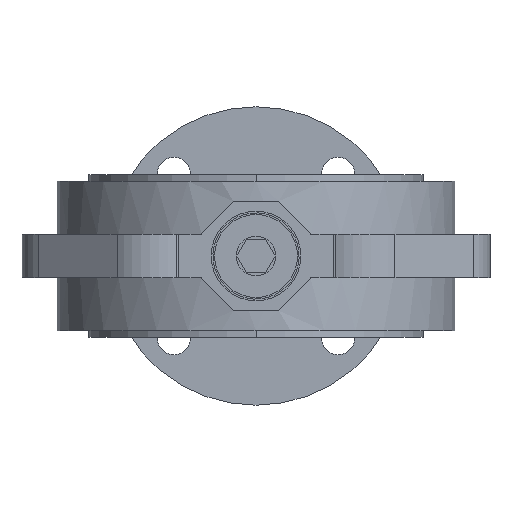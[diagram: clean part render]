
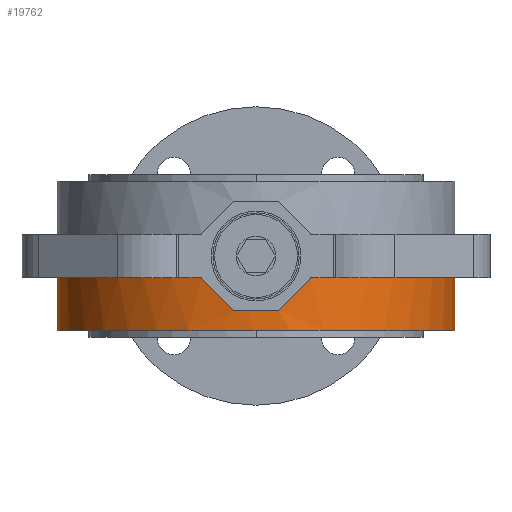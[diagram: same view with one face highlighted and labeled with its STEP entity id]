
A CAD part, front view. The second image highlights one B-rep face of the part: STEP entity #19762.
In plain terms, the highlighted cylindrical face has radius 60 mm (diameter 120 mm), a partial arc.
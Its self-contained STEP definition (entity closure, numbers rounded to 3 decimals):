
#58 = AXIS2_PLACEMENT_3D ( 'NONE', #1335, #13048, #21635 ) ;
#136 = CARTESIAN_POINT ( 'NONE',  ( 60., 0., -6.5 ) ) ;
#1141 = VECTOR ( 'NONE', #9601, 1000. ) ;
#1153 = CARTESIAN_POINT ( 'NONE',  ( -60., 0., -6.5 ) ) ;
#1254 = VERTEX_POINT ( 'NONE', #136 ) ;
#1267 = CARTESIAN_POINT ( 'NONE',  ( -16.5, -57.687, -6.835 ) ) ;
#1312 = CARTESIAN_POINT ( 'NONE',  ( 16.5, -57.687, 22.5 ) ) ;
#1335 = CARTESIAN_POINT ( 'NONE',  ( 0., 0., -6.5 ) ) ;
#1407 = DIRECTION ( 'NONE',  ( 1., 0., 0. ) ) ;
#2025 = AXIS2_PLACEMENT_3D ( 'NONE', #3716, #13757, #5198 ) ;
#2062 = EDGE_CURVE ( 'NONE', #2850, #13345, #3290, .T. ) ;
#2734 = CARTESIAN_POINT ( 'NONE',  ( -10.105, -59.234, -13.229 ) ) ;
#2850 = VERTEX_POINT ( 'NONE', #9084 ) ;
#2968 = LINE ( 'NONE', #1312, #1141 ) ;
#3290 =( BOUNDED_CURVE ( )  B_SPLINE_CURVE ( 3, ( #13806, #2734, #12726, #1267 ),
 .UNSPECIFIED., .F., .F. ) 
 B_SPLINE_CURVE_WITH_KNOTS ( ( 4, 4 ),
 ( 1.685, 1.849 ),
 .UNSPECIFIED. ) 
 CURVE ( )  GEOMETRIC_REPRESENTATION_ITEM ( )  RATIONAL_B_SPLINE_CURVE ( ( 1., 0.998, 0.998, 1. ) ) 
 REPRESENTATION_ITEM ( '' )  );
#3508 = ORIENTED_EDGE ( 'NONE', *, *, #14480, .F. ) ;
#3716 = CARTESIAN_POINT ( 'NONE',  ( 0., 0., 22.5 ) ) ;
#4720 = DIRECTION ( 'NONE',  ( 0., 0., 1. ) ) ;
#4788 = CARTESIAN_POINT ( 'NONE',  ( 16.5, -57.687, -6.835 ) ) ;
#5027 = VECTOR ( 'NONE', #15384, 1000. ) ;
#5144 = DIRECTION ( 'NONE',  ( 0., 0., 1. ) ) ;
#5198 = DIRECTION ( 'NONE',  ( -1., 0., 0. ) ) ;
#6557 = CARTESIAN_POINT ( 'NONE',  ( 10.105, -59.234, -13.229 ) ) ;
#6781 = VECTOR ( 'NONE', #5144, 1000. ) ;
#6869 = DIRECTION ( 'NONE',  ( -1., 0., 0. ) ) ;
#7110 = ORIENTED_EDGE ( 'NONE', *, *, #20101, .T. ) ;
#7213 = EDGE_CURVE ( 'NONE', #13345, #9914, #17011, .T. ) ;
#7626 = VERTEX_POINT ( 'NONE', #15863 ) ;
#7741 = EDGE_CURVE ( 'NONE', #16608, #9914, #8110, .T. ) ;
#7804 = EDGE_LOOP ( 'NONE', ( #18641, #3508, #9759, #18130, #12863, #11608, #12995, #19378, #11975, #7110 ) ) ;
#8110 = CIRCLE ( 'NONE', #58, 60. ) ;
#9012 = EDGE_CURVE ( 'NONE', #12922, #10915, #9724, .T. ) ;
#9084 = CARTESIAN_POINT ( 'NONE',  ( -6.835, -59.609, -16.5 ) ) ;
#9601 = DIRECTION ( 'NONE',  ( 0., 0., -1. ) ) ;
#9724 =( BOUNDED_CURVE ( )  B_SPLINE_CURVE ( 3, ( #4788, #16674, #6557, #9998 ),
 .UNSPECIFIED., .F., .F. ) 
 B_SPLINE_CURVE_WITH_KNOTS ( ( 4, 4 ),
 ( 4.434, 4.598 ),
 .UNSPECIFIED. ) 
 CURVE ( )  GEOMETRIC_REPRESENTATION_ITEM ( )  RATIONAL_B_SPLINE_CURVE ( ( 1., 0.998, 0.998, 1. ) ) 
 REPRESENTATION_ITEM ( '' )  );
#9759 = ORIENTED_EDGE ( 'NONE', *, *, #11616, .T. ) ;
#9914 = VERTEX_POINT ( 'NONE', #16281 ) ;
#9998 = CARTESIAN_POINT ( 'NONE',  ( 6.835, -59.609, -16.5 ) ) ;
#10507 = CYLINDRICAL_SURFACE ( 'NONE', #2025, 60. ) ;
#10804 = CIRCLE ( 'NONE', #12107, 60. ) ;
#10915 = VERTEX_POINT ( 'NONE', #18817 ) ;
#11089 = EDGE_CURVE ( 'NONE', #1254, #14186, #18243, .T. ) ;
#11608 = ORIENTED_EDGE ( 'NONE', *, *, #2062, .T. ) ;
#11616 = EDGE_CURVE ( 'NONE', #15934, #12922, #2968, .T. ) ;
#11712 = DIRECTION ( 'NONE',  ( 1., 0., 0. ) ) ;
#11774 = CIRCLE ( 'NONE', #19359, 60. ) ;
#11975 = ORIENTED_EDGE ( 'NONE', *, *, #17272, .T. ) ;
#11987 = CARTESIAN_POINT ( 'NONE',  ( -60., 0., 22.5 ) ) ;
#12021 = CARTESIAN_POINT ( 'NONE',  ( -16.5, -57.687, 22.5 ) ) ;
#12037 = DIRECTION ( 'NONE',  ( 0., 0., -1. ) ) ;
#12107 = AXIS2_PLACEMENT_3D ( 'NONE', #15517, #12037, #6869 ) ;
#12112 = LINE ( 'NONE', #11987, #5027 ) ;
#12726 = CARTESIAN_POINT ( 'NONE',  ( -13.335, -58.592, -10. ) ) ;
#12863 = ORIENTED_EDGE ( 'NONE', *, *, #17732, .T. ) ;
#12922 = VERTEX_POINT ( 'NONE', #16823 ) ;
#12995 = ORIENTED_EDGE ( 'NONE', *, *, #7213, .T. ) ;
#13048 = DIRECTION ( 'NONE',  ( 0., 0., 1. ) ) ;
#13345 = VERTEX_POINT ( 'NONE', #17631 ) ;
#13471 = DIRECTION ( 'NONE',  ( 0., 0., 1. ) ) ;
#13757 = DIRECTION ( 'NONE',  ( 0., 0., -1. ) ) ;
#13806 = CARTESIAN_POINT ( 'NONE',  ( -6.835, -59.609, -16.5 ) ) ;
#14072 = CARTESIAN_POINT ( 'NONE',  ( 60., 0., -22.5 ) ) ;
#14186 = VERTEX_POINT ( 'NONE', #14072 ) ;
#14414 = CIRCLE ( 'NONE', #16071, 60. ) ;
#14480 = EDGE_CURVE ( 'NONE', #15934, #1254, #14414, .T. ) ;
#15384 = DIRECTION ( 'NONE',  ( 0., 0., -1. ) ) ;
#15517 = CARTESIAN_POINT ( 'NONE',  ( 0., 0., -16.5 ) ) ;
#15863 = CARTESIAN_POINT ( 'NONE',  ( -60., 0., -22.5 ) ) ;
#15934 = VERTEX_POINT ( 'NONE', #18229 ) ;
#16071 = AXIS2_PLACEMENT_3D ( 'NONE', #21763, #13471, #11712 ) ;
#16281 = CARTESIAN_POINT ( 'NONE',  ( -16.5, -57.687, -6.5 ) ) ;
#16608 = VERTEX_POINT ( 'NONE', #1153 ) ;
#16674 = CARTESIAN_POINT ( 'NONE',  ( 13.335, -58.592, -10. ) ) ;
#16759 = CARTESIAN_POINT ( 'NONE',  ( 0., 0., -22.5 ) ) ;
#16823 = CARTESIAN_POINT ( 'NONE',  ( 16.5, -57.687, -6.835 ) ) ;
#17011 = LINE ( 'NONE', #12021, #6781 ) ;
#17272 = EDGE_CURVE ( 'NONE', #16608, #7626, #12112, .T. ) ;
#17358 = FACE_OUTER_BOUND ( 'NONE', #7804, .T. ) ;
#17444 = VECTOR ( 'NONE', #18076, 1000. ) ;
#17631 = CARTESIAN_POINT ( 'NONE',  ( -16.5, -57.687, -6.835 ) ) ;
#17732 = EDGE_CURVE ( 'NONE', #10915, #2850, #10804, .T. ) ;
#17863 = CARTESIAN_POINT ( 'NONE',  ( 60., 0., 22.5 ) ) ;
#18076 = DIRECTION ( 'NONE',  ( 0., 0., -1. ) ) ;
#18130 = ORIENTED_EDGE ( 'NONE', *, *, #9012, .T. ) ;
#18229 = CARTESIAN_POINT ( 'NONE',  ( 16.5, -57.687, -6.5 ) ) ;
#18243 = LINE ( 'NONE', #17863, #17444 ) ;
#18641 = ORIENTED_EDGE ( 'NONE', *, *, #11089, .F. ) ;
#18817 = CARTESIAN_POINT ( 'NONE',  ( 6.835, -59.609, -16.5 ) ) ;
#19359 = AXIS2_PLACEMENT_3D ( 'NONE', #16759, #4720, #1407 ) ;
#19378 = ORIENTED_EDGE ( 'NONE', *, *, #7741, .F. ) ;
#19762 = ADVANCED_FACE ( 'NONE', ( #17358 ), #10507, .T. ) ;
#20101 = EDGE_CURVE ( 'NONE', #7626, #14186, #11774, .T. ) ;
#21635 = DIRECTION ( 'NONE',  ( 1., 0., 0. ) ) ;
#21763 = CARTESIAN_POINT ( 'NONE',  ( 0., 0., -6.5 ) ) ;
